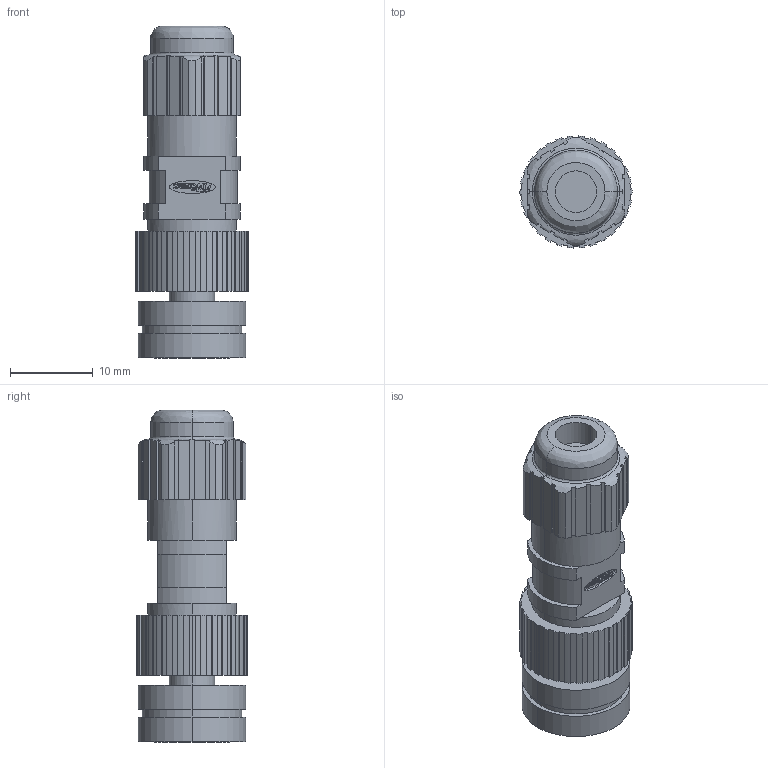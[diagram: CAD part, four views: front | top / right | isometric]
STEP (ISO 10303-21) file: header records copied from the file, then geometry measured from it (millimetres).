
FILE_DESCRIPTION (( 'STEP AP203' ), '1' );
FILE_NAME ('P39.STEP', '2020-03-30T07:51:56', ( 'edpusr' ), ( 'Microsoft' ), 'SwSTEP 2.0', 'SolidWorks 2015', '' );
FILE_SCHEMA (( 'CONFIG_CONTROL_DESIGN' ));
Length unit declared in the file: millimetre
Products named in the file (1): P39
Bounding box: 13.5 x 13.48 x 40 mm (x, y, z)
Volume: 3997.8 mm3; surface area: 2723.7 mm2
Topology: 2 solids, 2 shells, 621 faces, 1709 edges, 1130 vertices
Faces by surface type: plane 354, cylinder 243, bspline 16, cone 8
Entity records: 20141 total; most frequent: CARTESIAN_POINT 3983, ORIENTED_EDGE 3418, DIRECTION 3349, EDGE_CURVE 1709, VERTEX_POINT 1130, AXIS2_PLACEMENT_3D 1126, VECTOR 1097, LINE 1097
